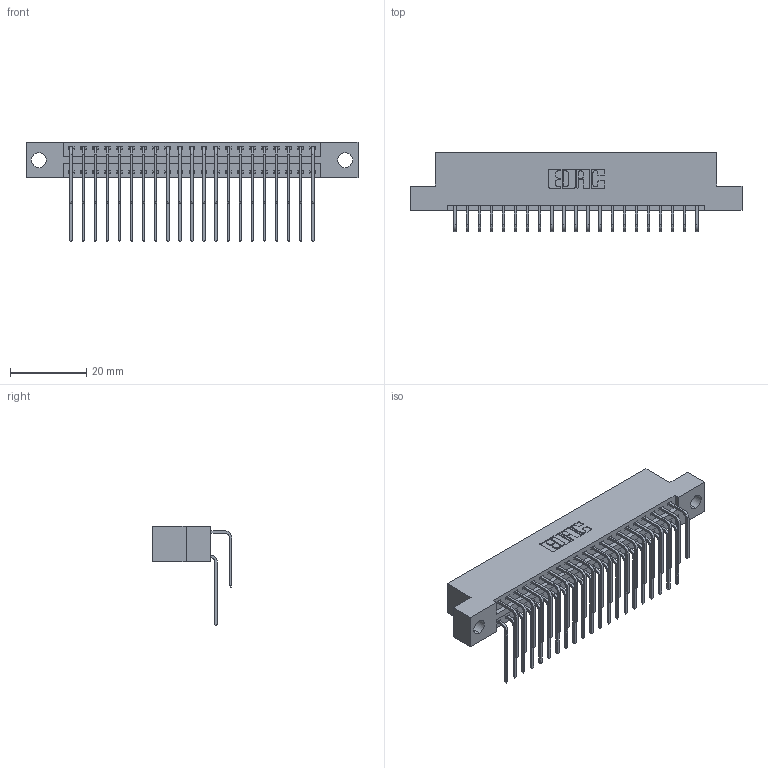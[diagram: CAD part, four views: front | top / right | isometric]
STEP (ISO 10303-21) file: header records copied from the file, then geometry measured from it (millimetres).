
FILE_DESCRIPTION (( 'STEP AP203' ), '1' );
FILE_NAME ('396-042-559-204.STEP', '2018-09-07T01:29:17', ( '' ), ( '' ), 'SwSTEP 2.0', 'SolidWorks 2016', '' );
FILE_SCHEMA (( 'CONFIG_CONTROL_DESIGN' ));
Length unit declared in the file: inch
Products named in the file (4): 346 Part_Flush Mounting Lugs - 0.156 Dia-TH; 345-292-001_558 559 Tail - 1; 345-292-001_559 Tail - 2; 396-042-559-204
Assembly tree (43 placements, depth 2):
  396-042-559-204
    346 Part_Flush Mounting Lugs - 0.156 Dia-TH
    345-292-001_558 559 Tail - 1  x21
    345-292-001_559 Tail - 2  x21
Bounding box: 87.25 x 20.89 x 26.16 mm (x, y, z)
Volume: 8499.2 mm3; surface area: 12328.3 mm2
Topology: 43 solids, 43 shells, 2390 faces, 7091 edges, 4670 vertices
Faces by surface type: plane 1630, cylinder 760
Entity records: 18319 total; most frequent: CARTESIAN_POINT 3099, ORIENTED_EDGE 2982, DIRECTION 2755, EDGE_CURVE 1491, LINE 1235, VECTOR 1235, VERTEX_POINT 990, AXIS2_PLACEMENT_3D 760
